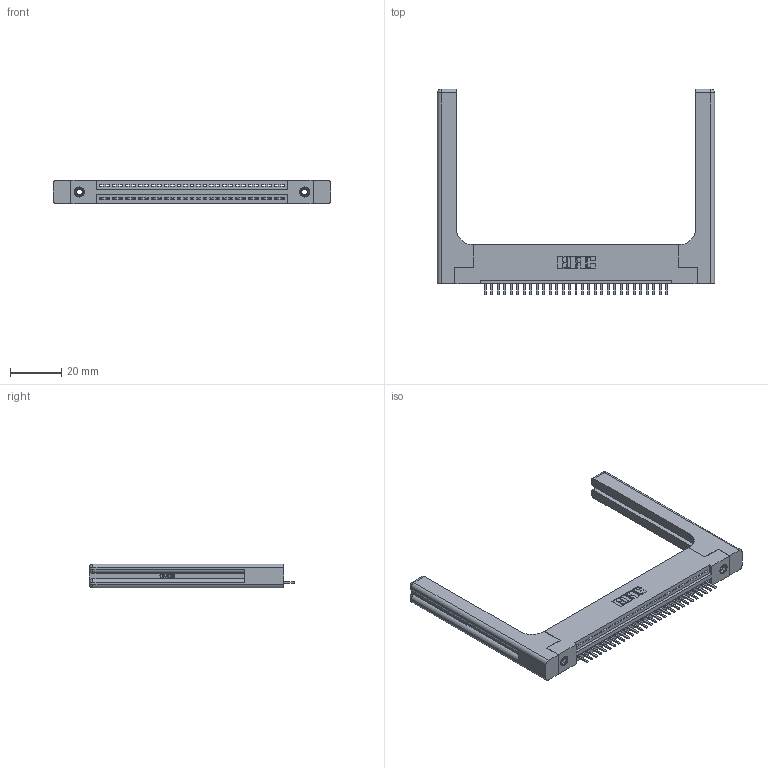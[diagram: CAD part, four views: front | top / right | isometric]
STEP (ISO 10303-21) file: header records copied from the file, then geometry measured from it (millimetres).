
FILE_DESCRIPTION (( 'STEP AP203' ), '1' );
FILE_NAME ('345-029-520-158.STEP', '2019-10-07T06:51:36', ( '' ), ( '' ), 'SwSTEP 2.0', 'SolidWorks 2016', '' );
FILE_SCHEMA (( 'CONFIG_CONTROL_DESIGN' ));
Length unit declared in the file: inch
Products named in the file (5): 345-220-058_345-220-058; 345 Part_Flush Mounting Lugs - 0.156 Dia-TH; 345-292-001_345-293-120; 345-029-520-158; 345-250-001_345-250-001-102
Assembly tree (34 placements, depth 2):
  345-029-520-158
    345 Part_Flush Mounting Lugs - 0.156 Dia-TH
    345-292-001_345-293-120  x29
    345-250-001_345-250-001-102  x2
    345-220-058_345-220-058  x2
Bounding box: 108.69 x 80.64 x 9.4 mm (x, y, z)
Volume: 18638.2 mm3; surface area: 18322.2 mm2
Topology: 34 solids, 34 shells, 2180 faces, 6343 edges, 4130 vertices
Faces by surface type: plane 1446, cylinder 674, bspline 36, cone 12, sphere 8, torus 4
Entity records: 28872 total; most frequent: CARTESIAN_POINT 5984, ORIENTED_EDGE 4732, DIRECTION 4180, EDGE_CURVE 2366, VECTOR 2022, LINE 2022, VERTEX_POINT 1566, AXIS2_PLACEMENT_3D 1079
